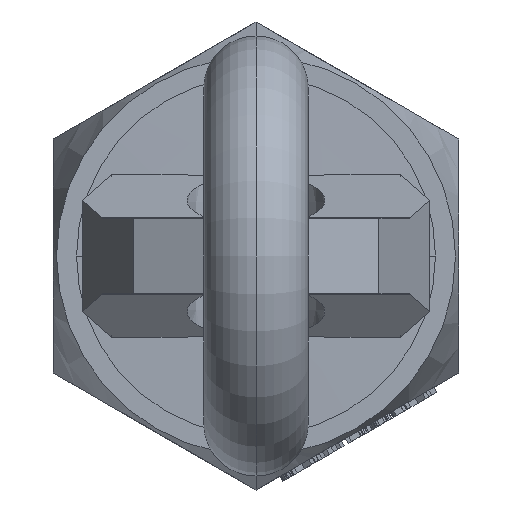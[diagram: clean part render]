
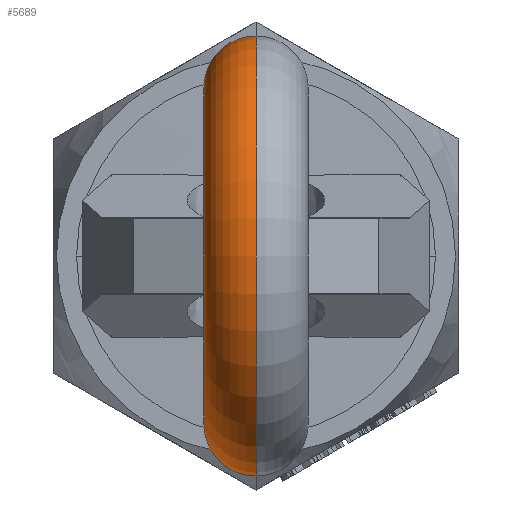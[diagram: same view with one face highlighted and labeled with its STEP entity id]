
A CAD part, front view. The second image highlights one B-rep face of the part: STEP entity #5689.
In plain terms, the highlighted toroidal (fillet/blend) face has major radius 29 mm and minor radius 9 mm.
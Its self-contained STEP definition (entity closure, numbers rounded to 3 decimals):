
#462=CARTESIAN_POINT('',(0.,-75.036,59.));
#463=DIRECTION('',(0.,-1.,0.));
#464=DIRECTION('',(0.,0.,1.));
#465=AXIS2_PLACEMENT_3D('',#462,#463,#464);
#467=CARTESIAN_POINT('',(0.,-75.036,30.));
#468=DIRECTION('',(1.,0.,0.));
#469=DIRECTION('',(0.,0.,1.));
#470=AXIS2_PLACEMENT_3D('',#467,#468,#469);
#477=CARTESIAN_POINT('',(0.,-75.036,30.));
#478=DIRECTION('',(1.,0.,0.));
#479=DIRECTION('',(0.,0.,1.));
#480=AXIS2_PLACEMENT_3D('',#477,#478,#479);
#491=CARTESIAN_POINT('',(0.,-75.036,1.));
#492=DIRECTION('',(0.,1.,0.));
#493=DIRECTION('',(0.,0.,-1.));
#494=AXIS2_PLACEMENT_3D('',#491,#492,#493);
#4124=CARTESIAN_POINT('',(0.,-75.036,68.));
#4125=CARTESIAN_POINT('',(0.,-75.036,50.));
#4126=VERTEX_POINT('',#4124);
#4127=VERTEX_POINT('',#4125);
#4128=CARTESIAN_POINT('',(0.,-75.036,-8.));
#4129=CARTESIAN_POINT('',(0.,-75.036,10.));
#4130=VERTEX_POINT('',#4128);
#4131=VERTEX_POINT('',#4129);
#5675=CARTESIAN_POINT('',(0.,-75.036,30.));
#5676=DIRECTION('',(1.,0.,0.));
#5677=DIRECTION('',(0.,0.,-1.));
#5678=AXIS2_PLACEMENT_3D('',#5675,#5676,#5677);
#5679=TOROIDAL_SURFACE('',#5678,29.,9.);
#5680=ORIENTED_EDGE('',*,*,#5669,.F.);
#5682=ORIENTED_EDGE('',*,*,#5681,.T.);
#5684=ORIENTED_EDGE('',*,*,#5683,.T.);
#5686=ORIENTED_EDGE('',*,*,#5685,.F.);
#5687=EDGE_LOOP('',(#5680,#5682,#5684,#5686));
#5688=FACE_OUTER_BOUND('',#5687,.F.);
#5689=ADVANCED_FACE('',(#5688),#5679,.T.);
#466=CIRCLE('',#465,9.);
#471=CIRCLE('',#470,38.);
#481=CIRCLE('',#480,20.);
#495=CIRCLE('',#494,9.);
#5669=EDGE_CURVE('',#4126,#4127,#466,.T.);
#5681=EDGE_CURVE('',#4126,#4130,#471,.T.);
#5683=EDGE_CURVE('',#4130,#4131,#495,.T.);
#5685=EDGE_CURVE('',#4127,#4131,#481,.T.);
